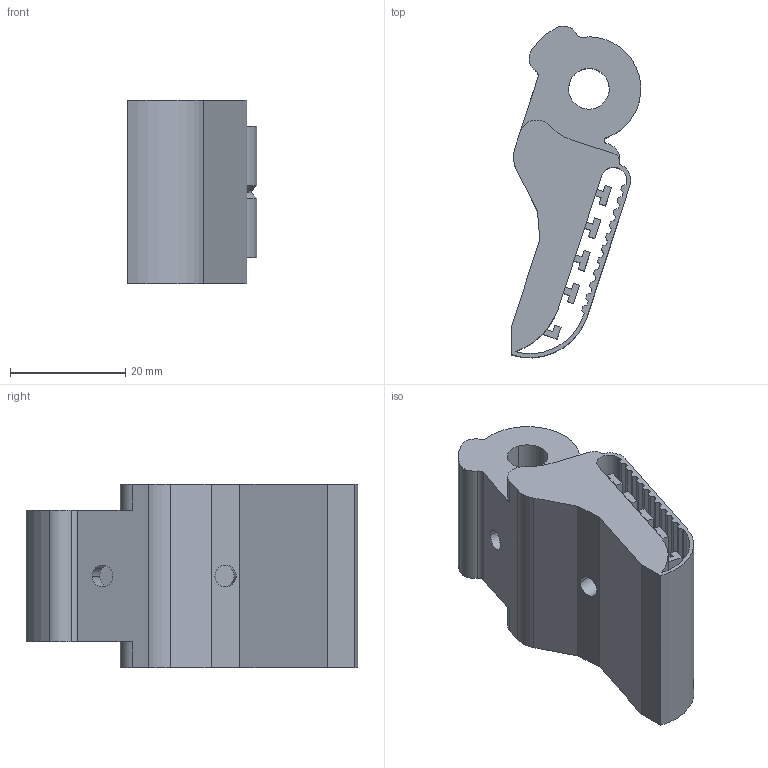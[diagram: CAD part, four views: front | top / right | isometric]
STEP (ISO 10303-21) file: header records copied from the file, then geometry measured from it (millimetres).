
FILE_DESCRIPTION (( 'STEP AP203' ), '1' );
FILE_NAME ('finger_pp_B_t42.STEP', '2015-02-27T22:18:27', ( '' ), ( '' ), 'SwSTEP 2.0', 'SolidWorks 2013', '' );
FILE_SCHEMA (( 'CONFIG_CONTROL_DESIGN' ));
Length unit declared in the file: millimetre
Products named in the file (1): finger_pp_B_t42
Bounding box: 22.43 x 57.47 x 31.75 mm (x, y, z)
Volume: 19012.5 mm3; surface area: 10229.2 mm2
Topology: 1 solids, 1 shells, 140 faces, 387 edges, 256 vertices
Faces by surface type: plane 103, cylinder 35, cone 2
Entity records: 4566 total; most frequent: CARTESIAN_POINT 854, ORIENTED_EDGE 774, DIRECTION 725, EDGE_CURVE 387, LINE 315, VECTOR 315, VERTEX_POINT 256, AXIS2_PLACEMENT_3D 205
